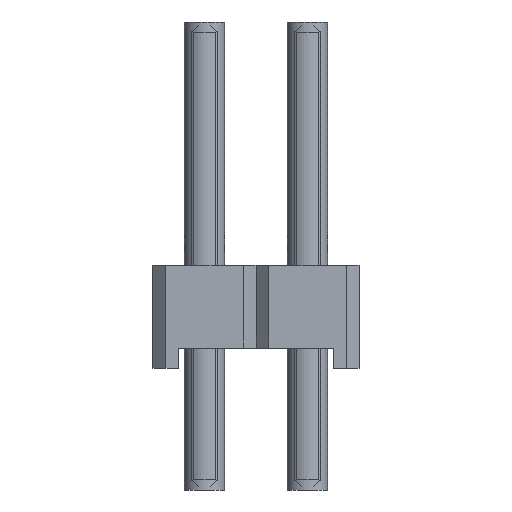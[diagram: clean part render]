
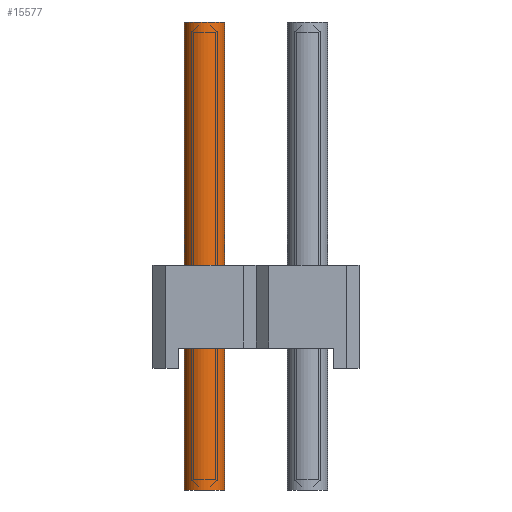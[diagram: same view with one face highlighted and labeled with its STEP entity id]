
A CAD part, left-side view. The second image highlights one B-rep face of the part: STEP entity #15577.
In plain terms, the highlighted cylindrical face has radius 0.5 mm (diameter 1 mm), a full revolution.
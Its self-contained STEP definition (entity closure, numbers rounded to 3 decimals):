
#295=CIRCLE('',#16410,0.5);
#296=CIRCLE('',#16411,0.5);
#852=CYLINDRICAL_SURFACE('',#16409,0.5);
#1237=ORIENTED_EDGE('',*,*,#5847,.F.);
#1238=ORIENTED_EDGE('',*,*,#5848,.T.);
#5847=EDGE_CURVE('',#8161,#8161,#295,.T.);
#5848=EDGE_CURVE('',#8162,#8162,#296,.T.);
#8161=VERTEX_POINT('',#22482);
#8162=VERTEX_POINT('',#22484);
#13237=EDGE_LOOP('',(#1237));
#13238=EDGE_LOOP('',(#1238));
#14155=FACE_BOUND('',#13237,.T.);
#14156=FACE_BOUND('',#13238,.T.);
#15577=ADVANCED_FACE('',(#14155,#14156),#852,.F.);
#16409=AXIS2_PLACEMENT_3D('',#22480,#17889,#17890);
#16410=AXIS2_PLACEMENT_3D('',#22481,#17891,#17892);
#16411=AXIS2_PLACEMENT_3D('',#22483,#17893,#17894);
#17889=DIRECTION('',(0.,0.,1.));
#17890=DIRECTION('',(1.,0.,0.));
#17891=DIRECTION('',(0.,0.,-1.));
#17892=DIRECTION('',(1.,0.,0.));
#17893=DIRECTION('',(0.,0.,-1.));
#17894=DIRECTION('',(1.,0.,0.));
#22480=CARTESIAN_POINT('',(0.,0.,0.));
#22481=CARTESIAN_POINT('',(0.,0.,11.54));
#22482=CARTESIAN_POINT('',(0.5,0.,11.54));
#22483=CARTESIAN_POINT('',(0.,0.,0.));
#22484=CARTESIAN_POINT('',(0.5,0.,0.));
